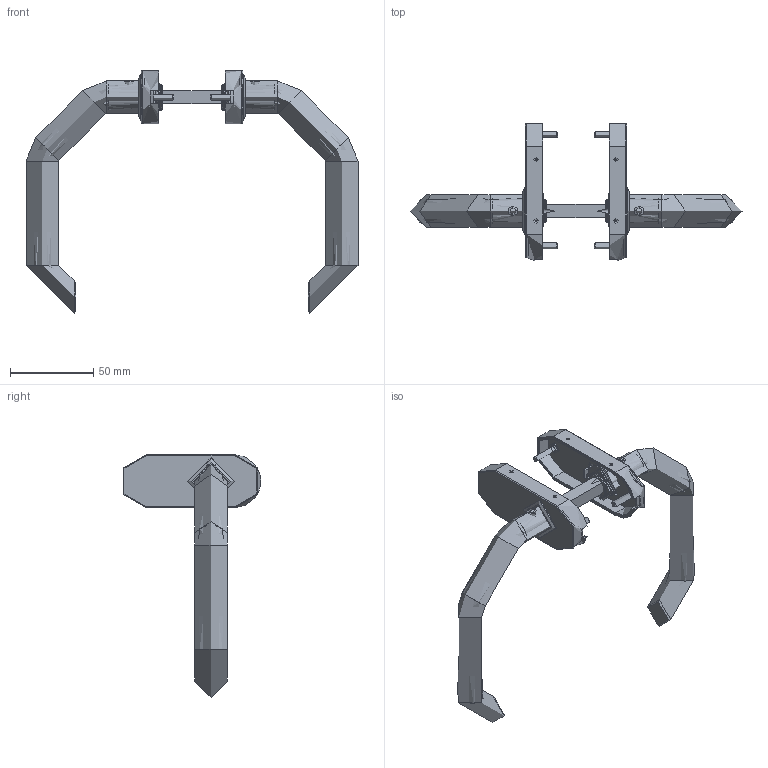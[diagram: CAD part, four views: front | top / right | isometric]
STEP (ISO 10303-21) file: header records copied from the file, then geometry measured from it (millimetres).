
FILE_DESCRIPTION (( 'STEP AP203' ), '1' );
FILE_NAME ('603-VA.STEP', '2019-11-14T13:47:39', ( '' ), ( '' ), 'SwSTEP 2.0', 'SolidWorks 2015', '' );
FILE_SCHEMA (( 'CONFIG_CONTROL_DESIGN' ));
Length unit declared in the file: millimetre
Products named in the file (39): 603-VA Teil4; DIN 471 Wellensicherungsring; 603-VA Teil3; 603-VA Teil2; 603-VA; 603-VA Teil6_603-VA Teil6; 603-VA Teil9_603-VA Teil9; 603-VA Teil6; DIN914_DIN 914 M6x6; 603-VA Teil3_603-VA Teil3; DIN 965_DIN 965 M4x18; 603-VA Teil1_603-VA Teil1; 603-VA Teil7; DIN914; 603-VA Teil7_603-VA Teil7; DIN 471 Wellensicherungsring_DIN 471 Gr”áe 15; 603-VA Teil8; 603-VA Teil4_603-VA Teil4; DIN 965; 603-VA Teil1; 603-VA Teil8_603-VA Teil8; 603-VA Teil2_603-VA Teil2; 603-VA Teil5_603-VA Teil5; 603-VA Teil5; 603-VA Teil9
Assembly tree (31 placements, depth 2):
  603-VA Teil4
  DIN 471 Wellensicherungsring
  603-VA Teil3
  603-VA Teil2
  603-VA
    603-VA Teil6_603-VA Teil6  x2
    DIN 965_DIN 965 M4x18  x4
    603-VA Teil1_603-VA Teil1  x2
    603-VA Teil2_603-VA Teil2  x2
    603-VA Teil3_603-VA Teil3  x2
    603-VA Teil4_603-VA Teil4  x2
    603-VA Teil7_603-VA Teil7  x2
    603-VA Teil8_603-VA Teil8  x2
    603-VA Teil5_603-VA Teil5  x2
    DIN 471 Wellensicherungsring_DIN 471 Gr”áe 15  x2
    603-VA Teil9_603-VA Teil9
    DIN914_DIN 914 M6x6  x2
Bounding box: 200 x 82.8 x 146.2 mm (x, y, z)
Volume: 69152.7 mm3; surface area: 89523.3 mm2
Topology: 27 solids, 27 shells, 898 faces, 2340 edges, 1548 vertices
Faces by surface type: plane 458, bspline 178, cylinder 158, cone 54, torus 50
Full cylindrical faces by diameter (mm): 1.7 x4, 3.6 x4, 4 x4, 5 x4, 6 x2, 6.2 x4, 7.2 x4, 7.713 x4, 15.7 x8, 16.3 x4, 16.9 x2, 19 x2, 19.6 x6, 20.6 x2, 20.9 x2, 24 x2, 27.8 x2, 28 x2
Entity records: 26129 total; most frequent: CARTESIAN_POINT 12240, ORIENTED_EDGE 2134, DIRECTION 1828, EDGE_CURVE 1067, VERTEX_POINT 736, AXIS2_PLACEMENT_3D 614, VECTOR 600, LINE 600
